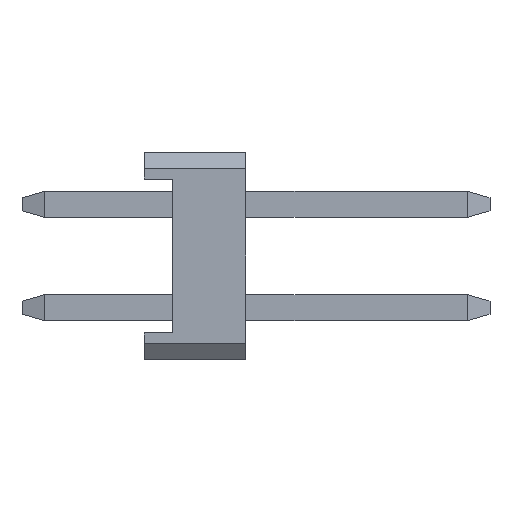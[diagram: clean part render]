
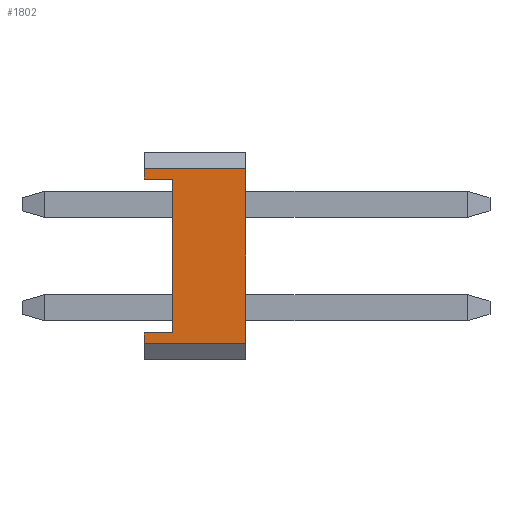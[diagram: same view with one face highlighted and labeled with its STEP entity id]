
A CAD part, left-side view. The second image highlights one B-rep face of the part: STEP entity #1802.
In plain terms, the highlighted planar face has unit normal (-1, 0, 0).
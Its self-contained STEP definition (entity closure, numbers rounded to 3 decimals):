
#1028=EDGE_CURVE('',#1572,#1066,#2919,.T.);
#1066=VERTEX_POINT('',#2960);
#1302=EDGE_CURVE('',#2816,#1572,#3226,.T.);
#1374=VERTEX_POINT('',#3303);
#1486=VERTEX_POINT('',#3421);
#1572=VERTEX_POINT('',#3521);
#1802=ADVANCED_FACE('',(#3785),#3786,.T.);
#1956=EDGE_CURVE('',#2116,#2022,#3954,.T.);
#2022=VERTEX_POINT('',#4025);
#2088=VERTEX_POINT('',#4098);
#2116=VERTEX_POINT('',#4128);
#2198=EDGE_CURVE('',#1374,#2116,#4221,.T.);
#2254=EDGE_CURVE('',#2816,#2088,#4282,.T.);
#2332=EDGE_CURVE('',#1066,#1374,#4373,.T.);
#2416=EDGE_CURVE('',#2022,#1486,#4464,.T.);
#2658=EDGE_CURVE('',#1486,#2088,#4736,.T.);
#2816=VERTEX_POINT('',#4909);
#2919=LINE('',#5039,#5040);
#2960=CARTESIAN_POINT('',(-5.08,-0.7,1.89));
#3226=LINE('',#5468,#5469);
#3303=CARTESIAN_POINT('',(-5.08,-0.7,-1.89));
#3421=CARTESIAN_POINT('',(-5.08,-2.5,-2.147));
#3521=CARTESIAN_POINT('',(-5.08,0.,1.89));
#3785=FACE_OUTER_BOUND('',#6300,.T.);
#3786=PLANE('',#6301);
#3954=LINE('',#6544,#6545);
#4025=CARTESIAN_POINT('',(-5.08,0.,-2.147));
#4098=CARTESIAN_POINT('',(-5.08,-2.5,2.147));
#4128=CARTESIAN_POINT('',(-5.08,0.,-1.89));
#4221=LINE('',#6915,#6916);
#4282=LINE('',#7008,#7009);
#4373=LINE('',#7135,#7136);
#4464=LINE('',#7266,#7267);
#4736=LINE('',#7648,#7649);
#4909=CARTESIAN_POINT('',(-5.08,0.,2.147));
#5039=CARTESIAN_POINT('',(-5.08,0.075,1.89));
#5040=VECTOR('',#7984,1.0);
#5468=CARTESIAN_POINT('',(-5.08,0.,2.147));
#5469=VECTOR('',#8315,1.0);
#6300=EDGE_LOOP('',(#8902,#8903,#8904,#8905,#8906,#8907,#8908,#8909));
#6301=AXIS2_PLACEMENT_3D('',#8910,#8911,#8912);
#6544=CARTESIAN_POINT('',(-5.08,0.,2.147));
#6545=VECTOR('',#9075,1.0);
#6915=CARTESIAN_POINT('',(-5.08,0.075,-1.89));
#6916=VECTOR('',#9331,1.0);
#7008=CARTESIAN_POINT('',(-5.08,0.,2.147));
#7009=VECTOR('',#9388,1.0);
#7135=CARTESIAN_POINT('',(-5.08,-0.7,-1.073));
#7136=VECTOR('',#9513,1.0);
#7266=CARTESIAN_POINT('',(-5.08,0.,-2.147));
#7267=VECTOR('',#9591,1.0);
#7648=CARTESIAN_POINT('',(-5.08,-2.5,2.147));
#7649=VECTOR('',#9891,1.0);
#7984=DIRECTION('',(0.0,-1.0,0.));
#8315=DIRECTION('',(0.0,0.,-1.0));
#8902=ORIENTED_EDGE('',*,*,#2198,.T.);
#8903=ORIENTED_EDGE('',*,*,#1956,.T.);
#8904=ORIENTED_EDGE('',*,*,#2416,.T.);
#8905=ORIENTED_EDGE('',*,*,#2658,.T.);
#8906=ORIENTED_EDGE('',*,*,#2254,.F.);
#8907=ORIENTED_EDGE('',*,*,#1302,.T.);
#8908=ORIENTED_EDGE('',*,*,#1028,.T.);
#8909=ORIENTED_EDGE('',*,*,#2332,.T.);
#8910=CARTESIAN_POINT('',(-5.08,0.,-2.147));
#8911=DIRECTION('',(-1.0,-0.0,0.0));
#8912=DIRECTION('',(0.0,0.,-1.0));
#9075=DIRECTION('',(0.0,0.,-1.0));
#9331=DIRECTION('',(0.0,1.0,0.));
#9388=DIRECTION('',(0.0,-1.0,0.));
#9513=DIRECTION('',(0.0,0.,-1.0));
#9591=DIRECTION('',(0.0,-1.0,0.));
#9891=DIRECTION('',(0.0,0.,1.0));
